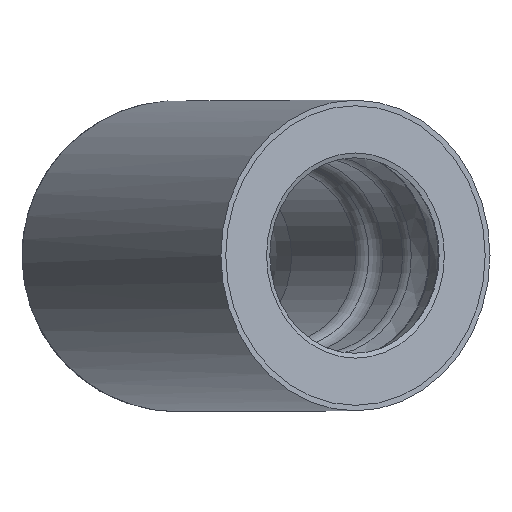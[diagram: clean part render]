
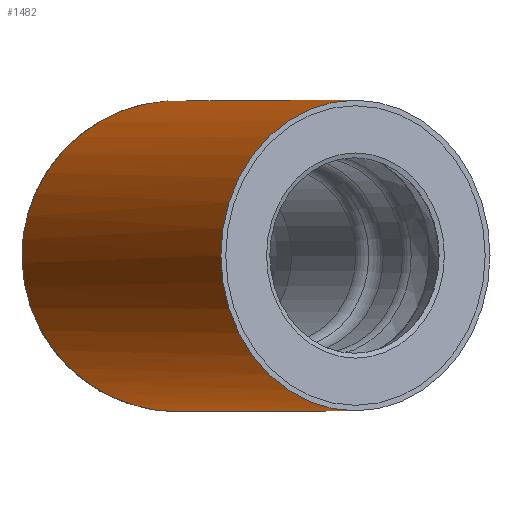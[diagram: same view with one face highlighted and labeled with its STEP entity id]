
A CAD part, top view. The second image highlights one B-rep face of the part: STEP entity #1482.
In plain terms, the highlighted cylindrical face has radius 445 mm (diameter 890 mm), a full revolution.
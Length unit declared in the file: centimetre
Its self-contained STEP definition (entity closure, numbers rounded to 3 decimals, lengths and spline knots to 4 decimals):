
#107=ELLIPSE('',#1732,46.0698,44.5);
#113=CYLINDRICAL_SURFACE('',#1731,44.5);
#173=FACE_OUTER_BOUND('',#277,.T.);
#277=EDGE_LOOP('',(#970,#971,#972,#973));
#394=CIRCLE('',#1729,44.5);
#549=VERTEX_POINT('',#2567);
#551=VERTEX_POINT('',#2572);
#713=EDGE_CURVE('',#549,#549,#394,.T.);
#715=EDGE_CURVE('',#549,#551,#1599,.T.);
#716=EDGE_CURVE('',#551,#551,#107,.T.);
#970=ORIENTED_EDGE('',*,*,#713,.F.);
#971=ORIENTED_EDGE('',*,*,#715,.T.);
#972=ORIENTED_EDGE('',*,*,#716,.F.);
#973=ORIENTED_EDGE('',*,*,#715,.F.);
#1482=ADVANCED_FACE('',(#173),#113,.T.);
#1599=LINE('',#2573,#1660);
#1660=VECTOR('',#2005,44.5);
#1729=AXIS2_PLACEMENT_3D('',#2568,#1999,#2000);
#1731=AXIS2_PLACEMENT_3D('',#2571,#2003,#2004);
#1732=AXIS2_PLACEMENT_3D('',#2574,#2006,#2007);
#1999=DIRECTION('center_axis',(0.5,0.,
0.866));
#2000=DIRECTION('ref_axis',(-0.866,0.,0.5));
#2003=DIRECTION('center_axis',(0.5,0.,0.866));
#2004=DIRECTION('ref_axis',(0.,1.,0.));
#2005=DIRECTION('',(-0.5,0.,-0.866));
#2006=DIRECTION('center_axis',(-0.259,0.,
-0.966));
#2007=DIRECTION('ref_axis',(-0.966,0.,0.259));
#2567=CARTESIAN_POINT('',(51.,-44.5,180.3346));
#2568=CARTESIAN_POINT('Origin',(51.,0.,
180.3346));
#2571=CARTESIAN_POINT('Origin',(-1.9659,0.,88.5949));
#2572=CARTESIAN_POINT('',(0.,-44.5,92.));
#2573=CARTESIAN_POINT('',(-1.9659,-44.5,88.5949));
#2574=CARTESIAN_POINT('Origin',(0.,0.,92.));
